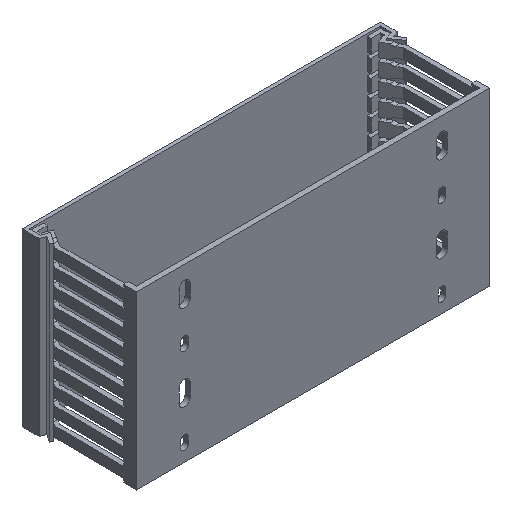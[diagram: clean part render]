
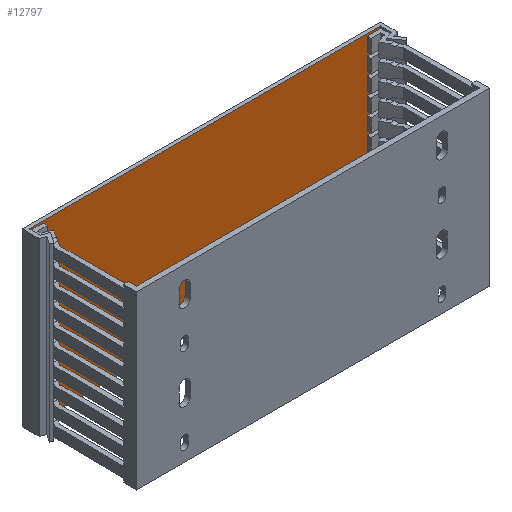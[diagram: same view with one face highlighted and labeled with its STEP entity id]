
A CAD part, isometric view. The second image highlights one B-rep face of the part: STEP entity #12797.
In plain terms, the highlighted planar face has unit normal (0, -1, 0).
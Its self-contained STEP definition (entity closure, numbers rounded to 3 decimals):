
#12428=DIRECTION('',(0.,0.,1.));
#12429=VECTOR('',#12428,100.);
#12430=CARTESIAN_POINT('',(102.4,-2.,0.));
#12431=LINE('2091',#12430,#12429);
#12440=DIRECTION('',(-1.,0.,0.));
#12441=VECTOR('',#12440,204.8);
#12442=CARTESIAN_POINT('',(102.4,-2.,0.));
#12443=LINE('2442',#12442,#12441);
#12444=DIRECTION('',(0.,0.,1.));
#12445=VECTOR('',#12444,100.);
#12446=CARTESIAN_POINT('',(-102.4,-2.,0.));
#12447=LINE('2410',#12446,#12445);
#12448=DIRECTION('',(1.,0.,0.));
#12449=VECTOR('',#12448,204.8);
#12450=CARTESIAN_POINT('',(-102.4,-2.,100.));
#12451=LINE('2443',#12450,#12449);
#12516=CARTESIAN_POINT('',(102.4,-2.,0.));
#12517=CARTESIAN_POINT('',(102.4,-2.,100.));
#12518=VERTEX_POINT('',#12516);
#12519=VERTEX_POINT('',#12517);
#12520=CARTESIAN_POINT('',(-102.4,-2.,0.));
#12521=CARTESIAN_POINT('',(-102.4,-2.,100.));
#12522=VERTEX_POINT('',#12520);
#12523=VERTEX_POINT('',#12521);
#12785=CARTESIAN_POINT('',(-100.9,-2.,0.));
#12786=DIRECTION('',(0.,-1.,0.));
#12787=DIRECTION('',(1.,0.,0.));
#12788=AXIS2_PLACEMENT_3D('',#12785,#12786,#12787);
#12789=PLANE('510',#12788);
#12790=ORIENTED_EDGE('2442',*,*,#12561,.T.);
#12792=ORIENTED_EDGE('2410',*,*,#12791,.T.);
#12793=ORIENTED_EDGE('2443',*,*,#12657,.T.);
#12794=ORIENTED_EDGE('2091',*,*,#12778,.F.);
#12795=EDGE_LOOP('510',(#12790,#12792,#12793,#12794));
#12796=FACE_OUTER_BOUND('510',#12795,.F.);
#12797=ADVANCED_FACE('510',(#12796),#12789,.T.);
#12561=EDGE_CURVE('2442',#12518,#12522,#12443,.T.);
#12657=EDGE_CURVE('2443',#12523,#12519,#12451,.T.);
#12778=EDGE_CURVE('2091',#12518,#12519,#12431,.T.);
#12791=EDGE_CURVE('2410',#12522,#12523,#12447,.T.);
